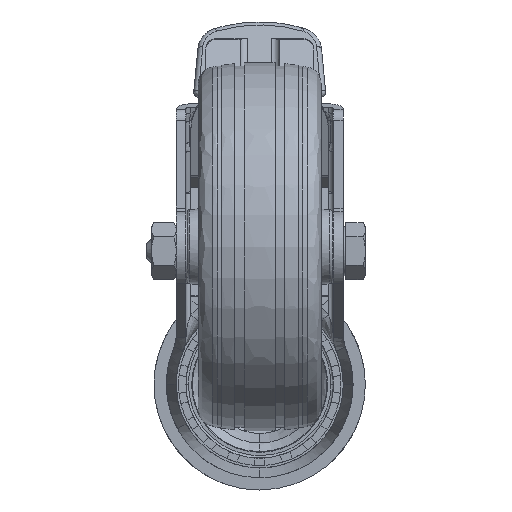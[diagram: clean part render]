
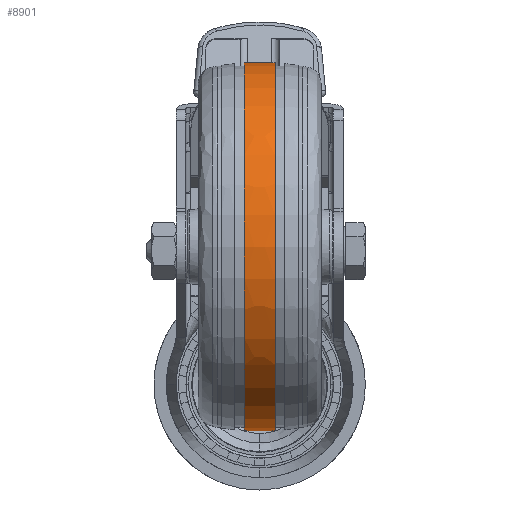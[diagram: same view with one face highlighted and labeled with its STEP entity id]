
A CAD part, front view. The second image highlights one B-rep face of the part: STEP entity #8901.
In plain terms, the highlighted free-form (B-spline) face has degree [3, 3] with [4, 4] control points.
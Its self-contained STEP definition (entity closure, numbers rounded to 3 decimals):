
#2755 =( BOUNDED_SURFACE ( )  B_SPLINE_SURFACE ( 3, 3, ( 
 ( #2993, #2992, #3121, #3152 ),
 ( #3140, #3086, #3080, #3144 ),
 ( #3141, #3078, #3085, #3084 ),
 ( #3139, #3079, #3143, #3142 ) ),
 .UNSPECIFIED., .F., .F., .T. ) 
 B_SPLINE_SURFACE_WITH_KNOTS ( ( 4, 4 ),
 ( 4, 4 ),
 ( 0., 1. ),
 ( 0., 1. ),
 .UNSPECIFIED. ) 
 GEOMETRIC_REPRESENTATION_ITEM ( )  RATIONAL_B_SPLINE_SURFACE ( (
 ( 1., 0.333, 0.333, 1.),
 ( 0.999, 0.333, 0.333, 0.999),
 ( 0.999, 0.333, 0.333, 0.999),
 ( 1., 0.333, 0.333, 1.) ) ) 
 REPRESENTATION_ITEM ( '' )  SURFACE ( )  );
#2992 = CARTESIAN_POINT ( 'NONE',  ( -3.125, -135.304, -9.402 ) ) ;
#2993 = CARTESIAN_POINT ( 'NONE',  ( -3.125, -60.5, -9.402 ) ) ;
#3007 = FACE_OUTER_BOUND ( 'NONE', #9325, .T. ) ;
#3078 = CARTESIAN_POINT ( 'NONE',  ( 1.043, -135.565, -9.533 ) ) ;
#3079 = CARTESIAN_POINT ( 'NONE',  ( 3.125, -135.304, -9.402 ) ) ;
#3080 = CARTESIAN_POINT ( 'NONE',  ( -1.043, -135.565, 65.533 ) ) ;
#3084 = CARTESIAN_POINT ( 'NONE',  ( 1.043, -60.5, 65.533 ) ) ;
#3085 = CARTESIAN_POINT ( 'NONE',  ( 1.043, -135.565, 65.533 ) ) ;
#3086 = CARTESIAN_POINT ( 'NONE',  ( -1.043, -135.565, -9.533 ) ) ;
#3121 = CARTESIAN_POINT ( 'NONE',  ( -3.125, -135.304, 65.402 ) ) ;
#3139 = CARTESIAN_POINT ( 'NONE',  ( 3.125, -60.5, -9.402 ) ) ;
#3140 = CARTESIAN_POINT ( 'NONE',  ( -1.043, -60.5, -9.533 ) ) ;
#3141 = CARTESIAN_POINT ( 'NONE',  ( 1.043, -60.5, -9.533 ) ) ;
#3142 = CARTESIAN_POINT ( 'NONE',  ( 3.125, -60.5, 65.402 ) ) ;
#3143 = CARTESIAN_POINT ( 'NONE',  ( 3.125, -135.304, 65.402 ) ) ;
#3144 = CARTESIAN_POINT ( 'NONE',  ( -1.043, -60.5, 65.533 ) ) ;
#3152 = CARTESIAN_POINT ( 'NONE',  ( -3.125, -60.5, 65.402 ) ) ;
#3296 = CIRCLE ( 'NONE', #3324, 37.402 ) ;
#3321 = DIRECTION ( 'NONE',  ( 0., 0., 1. ) ) ;
#3322 = DIRECTION ( 'NONE',  ( -1., 0., 0. ) ) ;
#3323 = CARTESIAN_POINT ( 'NONE',  ( 3.125, -60.5, 28. ) ) ;
#3324 = AXIS2_PLACEMENT_3D ( 'NONE', #3323, #3322, #3321 ) ;
#3554 = CIRCLE ( 'NONE', #3740, 37.402 ) ;
#3737 = DIRECTION ( 'NONE',  ( 0., 0., 1. ) ) ;
#3738 = DIRECTION ( 'NONE',  ( -1., 0., 0. ) ) ;
#3739 = CARTESIAN_POINT ( 'NONE',  ( -3.125, -60.5, 28. ) ) ;
#3740 = AXIS2_PLACEMENT_3D ( 'NONE', #3739, #3738, #3737 ) ;
#6144 = CARTESIAN_POINT ( 'NONE',  ( 3.125, -60.5, 65.402 ) ) ;
#6331 = CARTESIAN_POINT ( 'NONE',  ( -3.125, -60.5, -9.402 ) ) ;
#6332 = CIRCLE ( 'NONE', #6335, 50. ) ;
#6333 = DIRECTION ( 'NONE',  ( 0., -1., 0. ) ) ;
#6334 = CARTESIAN_POINT ( 'NONE',  ( 0., -60.5, 40.5 ) ) ;
#6335 = AXIS2_PLACEMENT_3D ( 'NONE', #6334, #6333, #6413 ) ;
#6410 = CARTESIAN_POINT ( 'NONE',  ( -3.125, -60.5, 65.402 ) ) ;
#6412 = CARTESIAN_POINT ( 'NONE',  ( 3.125, -60.5, -9.402 ) ) ;
#6413 = DIRECTION ( 'NONE',  ( 0., 0., -1. ) ) ;
#6516 = DIRECTION ( 'NONE',  ( 0., 0., 1. ) ) ;
#6517 = DIRECTION ( 'NONE',  ( 0., 1., 0. ) ) ;
#6518 = CARTESIAN_POINT ( 'NONE',  ( 0., -60.5, 15.5 ) ) ;
#6519 = AXIS2_PLACEMENT_3D ( 'NONE', #6518, #6517, #6516 ) ;
#6520 = CIRCLE ( 'NONE', #6519, 50. ) ;
#8901 = ADVANCED_FACE ( 'NONE', ( #3007 ), #2755, .F. ) ;
#8907 = EDGE_CURVE ( 'NONE', #13736, #13725, #3296, .T. ) ;
#9325 = EDGE_LOOP ( 'NONE', ( #9388, #9349, #9357, #9378 ) ) ;
#9349 = ORIENTED_EDGE ( 'NONE', *, *, #9355, .T. ) ;
#9355 = EDGE_CURVE ( 'NONE', #13733, #13732, #3554, .T. ) ;
#9357 = ORIENTED_EDGE ( 'NONE', *, *, #13762, .T. ) ;
#9378 = ORIENTED_EDGE ( 'NONE', *, *, #8907, .F. ) ;
#9388 = ORIENTED_EDGE ( 'NONE', *, *, #13735, .F. ) ;
#13725 = VERTEX_POINT ( 'NONE', #6144 ) ;
#13732 = VERTEX_POINT ( 'NONE', #6410 ) ;
#13733 = VERTEX_POINT ( 'NONE', #6331 ) ;
#13735 = EDGE_CURVE ( 'NONE', #13733, #13736, #6332, .T. ) ;
#13736 = VERTEX_POINT ( 'NONE', #6412 ) ;
#13762 = EDGE_CURVE ( 'NONE', #13732, #13725, #6520, .T. ) ;
